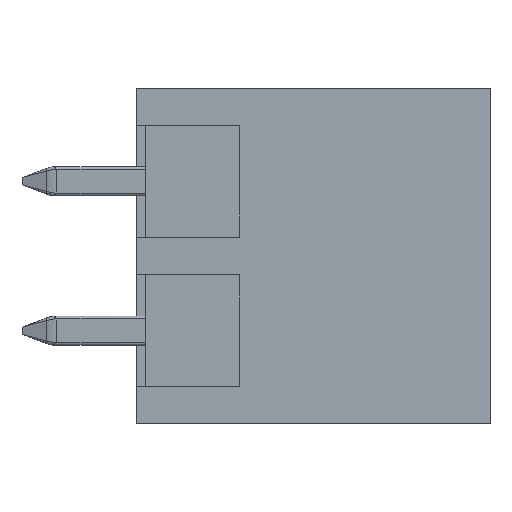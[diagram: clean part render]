
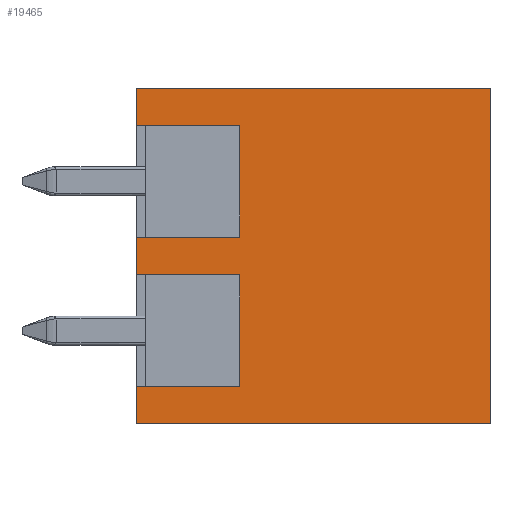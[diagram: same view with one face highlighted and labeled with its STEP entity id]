
A CAD part, front view. The second image highlights one B-rep face of the part: STEP entity #19465.
In plain terms, the highlighted planar face has unit normal (0, -1, 0).
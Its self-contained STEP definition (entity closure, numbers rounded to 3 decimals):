
#1822=CARTESIAN_POINT('',(9.5,-3.8,-8.22));
#1823=VERTEX_POINT('',#1822);
#1830=CARTESIAN_POINT('',(-2.5,-3.8,-8.22));
#1831=VERTEX_POINT('',#1830);
#1832=CARTESIAN_POINT('',(9.5,-3.8,-8.22));
#1833=DIRECTION('',(-1.0,0.0,0.0));
#1834=VECTOR('',#1833,12.);
#1835=LINE('',#1832,#1834);
#1836=EDGE_CURVE('',#1823,#1831,#1835,.T.);
#1878=CARTESIAN_POINT('',(9.5,-3.8,3.14));
#1879=VERTEX_POINT('',#1878);
#1918=CARTESIAN_POINT('',(-2.5,-3.8,3.14));
#1919=VERTEX_POINT('',#1918);
#1926=CARTESIAN_POINT('',(9.5,-3.8,3.14));
#1927=DIRECTION('',(-1.0,0.0,0.0));
#1928=VECTOR('',#1927,12.);
#1929=LINE('',#1926,#1928);
#1930=EDGE_CURVE('',#1879,#1919,#1929,.T.);
#2586=CARTESIAN_POINT('',(9.5,-3.8,-8.22));
#2587=DIRECTION('',(0.0,0.0,1.0));
#2588=VECTOR('',#2587,11.36);
#2589=LINE('',#2586,#2588);
#2590=EDGE_CURVE('',#1823,#1879,#2589,.T.);
#9718=CARTESIAN_POINT('',(1.,-3.8,-3.18));
#9719=VERTEX_POINT('',#9718);
#9726=CARTESIAN_POINT('',(-2.5,-3.8,-3.18));
#9727=VERTEX_POINT('',#9726);
#9728=CARTESIAN_POINT('',(-2.5,-3.8,-3.18));
#9729=DIRECTION('',(1.0,0.0,0.0));
#9730=VECTOR('',#9729,3.5);
#9731=LINE('',#9728,#9730);
#9732=EDGE_CURVE('',#9727,#9719,#9731,.T.);
#9748=CARTESIAN_POINT('',(1.,-3.8,-6.98));
#9749=VERTEX_POINT('',#9748);
#9758=CARTESIAN_POINT('',(1.,-3.8,-3.18));
#9759=DIRECTION('',(0.0,0.0,-1.0));
#9760=VECTOR('',#9759,3.8);
#9761=LINE('',#9758,#9760);
#9762=EDGE_CURVE('',#9719,#9749,#9761,.T.);
#9861=CARTESIAN_POINT('',(-2.5,-3.8,-6.98));
#9862=VERTEX_POINT('',#9861);
#9863=CARTESIAN_POINT('',(1.,-3.8,-6.98));
#9864=DIRECTION('',(-1.0,0.0,0.0));
#9865=VECTOR('',#9864,3.5);
#9866=LINE('',#9863,#9865);
#9867=EDGE_CURVE('',#9749,#9862,#9866,.T.);
#17943=CARTESIAN_POINT('',(1.,-3.8,1.9));
#17944=VERTEX_POINT('',#17943);
#17951=CARTESIAN_POINT('',(-2.5,-3.8,1.9));
#17952=VERTEX_POINT('',#17951);
#17953=CARTESIAN_POINT('',(-2.5,-3.8,1.9));
#17954=DIRECTION('',(1.0,0.0,0.0));
#17955=VECTOR('',#17954,3.5);
#17956=LINE('',#17953,#17955);
#17957=EDGE_CURVE('',#17952,#17944,#17956,.T.);
#17973=CARTESIAN_POINT('',(1.,-3.8,-1.9));
#17974=VERTEX_POINT('',#17973);
#17983=CARTESIAN_POINT('',(1.,-3.8,1.9));
#17984=DIRECTION('',(0.0,0.0,-1.0));
#17985=VECTOR('',#17984,3.8);
#17986=LINE('',#17983,#17985);
#17987=EDGE_CURVE('',#17944,#17974,#17986,.T.);
#18086=CARTESIAN_POINT('',(-2.5,-3.8,-1.9));
#18087=VERTEX_POINT('',#18086);
#18088=CARTESIAN_POINT('',(1.,-3.8,-1.9));
#18089=DIRECTION('',(-1.0,0.0,0.0));
#18090=VECTOR('',#18089,3.5);
#18091=LINE('',#18088,#18090);
#18092=EDGE_CURVE('',#17974,#18087,#18091,.T.);
#18119=CARTESIAN_POINT('',(-2.5,-3.8,-8.22));
#18120=DIRECTION('',(0.0,0.0,1.0));
#18121=VECTOR('',#18120,1.24);
#18122=LINE('',#18119,#18121);
#18123=EDGE_CURVE('',#1831,#9862,#18122,.T.);
#18128=CARTESIAN_POINT('',(-2.5,-3.8,-3.18));
#18129=DIRECTION('',(0.0,0.0,1.0));
#18130=VECTOR('',#18129,1.28);
#18131=LINE('',#18128,#18130);
#18132=EDGE_CURVE('',#9727,#18087,#18131,.T.);
#18137=CARTESIAN_POINT('',(-2.5,-3.8,1.9));
#18138=DIRECTION('',(0.0,0.0,1.0));
#18139=VECTOR('',#18138,1.24);
#18140=LINE('',#18137,#18139);
#18141=EDGE_CURVE('',#17952,#1919,#18140,.T.);
#19446=CARTESIAN_POINT('',(9.5,-3.8,0.0));
#19447=DIRECTION('',(0.0,-1.0,0.0));
#19448=DIRECTION('',(0.0,0.0,-1.0));
#19449=AXIS2_PLACEMENT_3D('',#19446,#19447,#19448);
#19450=PLANE('',#19449);
#19451=ORIENTED_EDGE('',*,*,#18141,.F.);
#19452=ORIENTED_EDGE('',*,*,#17957,.T.);
#19453=ORIENTED_EDGE('',*,*,#17987,.T.);
#19454=ORIENTED_EDGE('',*,*,#18092,.T.);
#19455=ORIENTED_EDGE('',*,*,#18132,.F.);
#19456=ORIENTED_EDGE('',*,*,#9732,.T.);
#19457=ORIENTED_EDGE('',*,*,#9762,.T.);
#19458=ORIENTED_EDGE('',*,*,#9867,.T.);
#19459=ORIENTED_EDGE('',*,*,#18123,.F.);
#19460=ORIENTED_EDGE('',*,*,#1836,.F.);
#19461=ORIENTED_EDGE('',*,*,#2590,.T.);
#19462=ORIENTED_EDGE('',*,*,#1930,.T.);
#19463=EDGE_LOOP('',(#19451,#19452,#19453,#19454,#19455,#19456,#19457,#19458,#19459,#19460,#19461,#19462));
#19464=FACE_OUTER_BOUND('',#19463,.T.);
#19465=ADVANCED_FACE('',(#19464),#19450,.T.);
